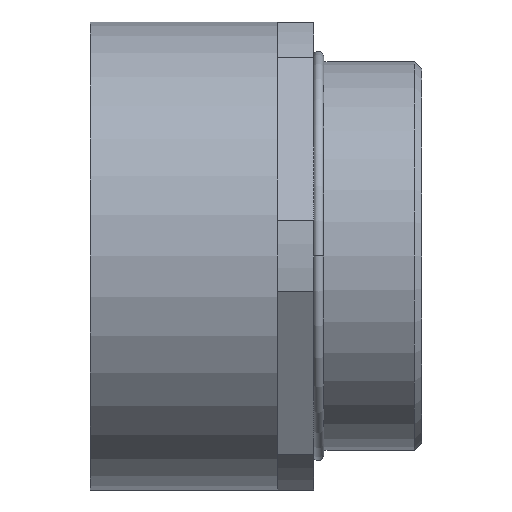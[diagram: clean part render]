
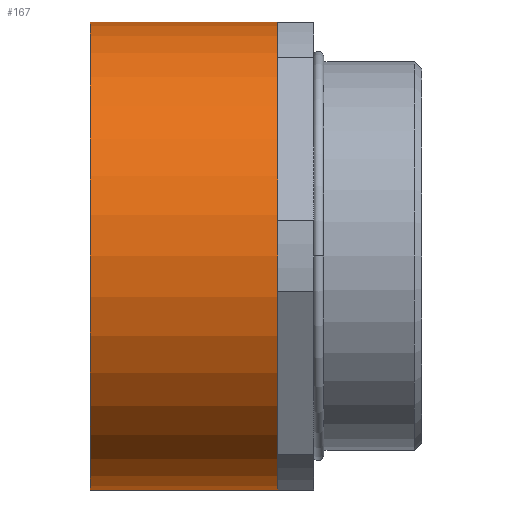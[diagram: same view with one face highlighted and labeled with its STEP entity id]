
A CAD part, left-side view. The second image highlights one B-rep face of the part: STEP entity #167.
In plain terms, the highlighted cylindrical face has radius 32.5 mm (diameter 65 mm), a partial arc.
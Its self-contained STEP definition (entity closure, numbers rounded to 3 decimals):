
#75 = AXIS2_PLACEMENT_3D ( 'NONE', #1096, #1097, #1098 ) ;
#86 = VECTOR ( 'NONE', #1003, 1000. ) ;
#87 = AXIS2_PLACEMENT_3D ( 'NONE', #1072, #1079, #1080 ) ;
#91 = VECTOR ( 'NONE', #994, 1000. ) ;
#97 = AXIS2_PLACEMENT_3D ( 'NONE', #1060, #1067, #1068 ) ;
#102 = CIRCLE ( 'NONE', #75, 32.5 ) ;
#167 = ADVANCED_FACE ( 'NONE', ( #879 ), #880, .T. ) ;
#182 = EDGE_CURVE ( 'NONE', #322, #321, #524, .T. ) ;
#197 = EDGE_LOOP ( 'NONE', ( #754, #755, #756, #749, #757, #758 ) ) ;
#279 = VERTEX_POINT ( 'NONE', #459 ) ;
#286 = VERTEX_POINT ( 'NONE', #466 ) ;
#293 = VERTEX_POINT ( 'NONE', #473 ) ;
#320 = VERTEX_POINT ( 'NONE', #956 ) ;
#321 = VERTEX_POINT ( 'NONE', #957 ) ;
#322 = VERTEX_POINT ( 'NONE', #958 ) ;
#377 = CARTESIAN_POINT ( 'NONE',  ( 0., 12.783, 0. ) ) ;
#378 = DIRECTION ( 'NONE',  ( 0., 1., 0. ) ) ;
#379 = DIRECTION ( 'NONE',  ( 0., 0., 1. ) ) ;
#429 = CARTESIAN_POINT ( 'NONE',  ( 0., 26., 0. ) ) ;
#430 = DIRECTION ( 'NONE',  ( 0., 1., 0. ) ) ;
#431 = DIRECTION ( 'NONE',  ( 0., 0., 1. ) ) ;
#459 = CARTESIAN_POINT ( 'NONE',  ( 0., 0., -32.5 ) ) ;
#466 = CARTESIAN_POINT ( 'NONE',  ( -28.146, 0., -16.25 ) ) ;
#473 = CARTESIAN_POINT ( 'NONE',  ( -28.146, 0., 16.25 ) ) ;
#502 = EDGE_CURVE ( 'NONE', #279, #322, #992, .T. ) ;
#505 = EDGE_CURVE ( 'NONE', #320, #321, #1001, .T. ) ;
#524 = CIRCLE ( 'NONE', #839, 32.5 ) ;
#546 = CIRCLE ( 'NONE', #97, 32.5 ) ;
#548 = CIRCLE ( 'NONE', #87, 32.5 ) ;
#638 = EDGE_CURVE ( 'NONE', #279, #286, #546, .T. ) ;
#642 = EDGE_CURVE ( 'NONE', #286, #293, #548, .T. ) ;
#648 = EDGE_CURVE ( 'NONE', #293, #320, #102, .T. ) ;
#749 = ORIENTED_EDGE ( 'NONE', *, *, #648, .T. ) ;
#754 = ORIENTED_EDGE ( 'NONE', *, *, #502, .F. ) ;
#755 = ORIENTED_EDGE ( 'NONE', *, *, #638, .T. ) ;
#756 = ORIENTED_EDGE ( 'NONE', *, *, #642, .T. ) ;
#757 = ORIENTED_EDGE ( 'NONE', *, *, #505, .T. ) ;
#758 = ORIENTED_EDGE ( 'NONE', *, *, #182, .F. ) ;
#839 = AXIS2_PLACEMENT_3D ( 'NONE', #429, #430, #431 ) ;
#875 = AXIS2_PLACEMENT_3D ( 'NONE', #377, #378, #379 ) ;
#879 = FACE_OUTER_BOUND ( 'NONE', #197, .T. ) ;
#880 = CYLINDRICAL_SURFACE ( 'NONE', #875, 32.5 ) ;
#956 = CARTESIAN_POINT ( 'NONE',  ( 0., 0., 32.5 ) ) ;
#957 = CARTESIAN_POINT ( 'NONE',  ( 0., 26., 32.5 ) ) ;
#958 = CARTESIAN_POINT ( 'NONE',  ( 0., 26., -32.5 ) ) ;
#992 = LINE ( 'NONE', #993, #91 ) ;
#993 = CARTESIAN_POINT ( 'NONE',  ( 0., 12.783, -32.5 ) ) ;
#994 = DIRECTION ( 'NONE',  ( 0., 1., 0. ) ) ;
#1001 = LINE ( 'NONE', #1002, #86 ) ;
#1002 = CARTESIAN_POINT ( 'NONE',  ( 0., 12.783, 32.5 ) ) ;
#1003 = DIRECTION ( 'NONE',  ( 0., 1., 0. ) ) ;
#1060 = CARTESIAN_POINT ( 'NONE',  ( 0., 0., 0. ) ) ;
#1067 = DIRECTION ( 'NONE',  ( 0., 1., 0. ) ) ;
#1068 = DIRECTION ( 'NONE',  ( 0., 0., 1. ) ) ;
#1072 = CARTESIAN_POINT ( 'NONE',  ( 0., 0., 0. ) ) ;
#1079 = DIRECTION ( 'NONE',  ( 0., 1., 0. ) ) ;
#1080 = DIRECTION ( 'NONE',  ( 0., 0., 1. ) ) ;
#1096 = CARTESIAN_POINT ( 'NONE',  ( 0., 0., 0. ) ) ;
#1097 = DIRECTION ( 'NONE',  ( 0., 1., 0. ) ) ;
#1098 = DIRECTION ( 'NONE',  ( 0., 0., 1. ) ) ;
